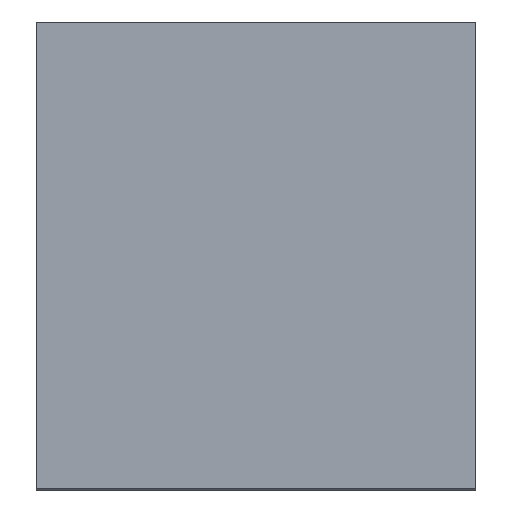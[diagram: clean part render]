
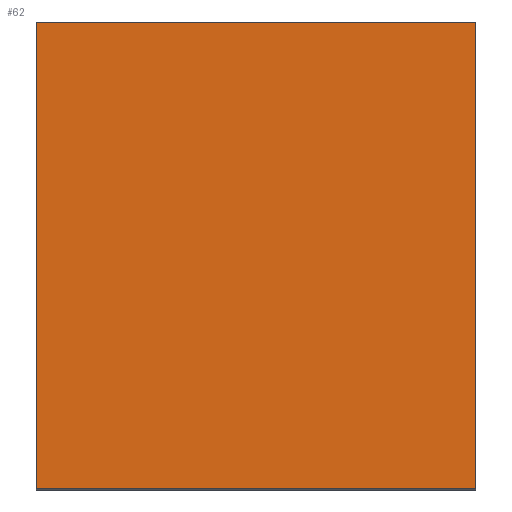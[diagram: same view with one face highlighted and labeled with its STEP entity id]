
A CAD part, top view. The second image highlights one B-rep face of the part: STEP entity #62.
In plain terms, the highlighted planar face has unit normal (0, 0, 1).
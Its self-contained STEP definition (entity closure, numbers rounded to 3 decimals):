
#62=ADVANCED_FACE('',(#93),#80,.T.);
#80=PLANE('',#390);
#93=FACE_OUTER_BOUND('',#111,.T.);
#111=EDGE_LOOP('',(#165,#166,#167,#168));
#165=ORIENTED_EDGE('',*,*,#280,.F.);
#166=ORIENTED_EDGE('',*,*,#279,.F.);
#167=ORIENTED_EDGE('',*,*,#281,.T.);
#168=ORIENTED_EDGE('',*,*,#282,.T.);
#237=VERTEX_POINT('',#552);
#238=VERTEX_POINT('',#554);
#239=VERTEX_POINT('',#558);
#240=VERTEX_POINT('',#560);
#279=EDGE_CURVE('',#238,#237,#322,.T.);
#280=EDGE_CURVE('',#237,#239,#323,.T.);
#281=EDGE_CURVE('',#238,#240,#324,.T.);
#282=EDGE_CURVE('',#240,#239,#325,.T.);
#322=LINE('',#555,#364);
#323=LINE('',#557,#365);
#324=LINE('',#559,#366);
#325=LINE('',#561,#367);
#364=VECTOR('',#455,1.);
#365=VECTOR('',#458,1.);
#366=VECTOR('',#459,1.);
#367=VECTOR('',#460,1.);
#390=AXIS2_PLACEMENT_3D('',#562,#461,#462);
#455=DIRECTION('',(1.,0.,0.));
#458=DIRECTION('',(0.,-1.,0.));
#459=DIRECTION('',(0.,-1.,0.));
#460=DIRECTION('',(1.,0.,0.));
#461=DIRECTION('',(0.,0.,1.));
#462=DIRECTION('',(1.,0.,0.));
#552=CARTESIAN_POINT('',(0.,14.,65.559));
#554=CARTESIAN_POINT('',(-25.,14.,65.559));
#555=CARTESIAN_POINT('',(-25.,14.,65.559));
#557=CARTESIAN_POINT('',(0.,14.,65.559));
#558=CARTESIAN_POINT('',(0.,-12.5,65.559));
#559=CARTESIAN_POINT('',(-25.,14.,65.559));
#560=CARTESIAN_POINT('',(-25.,-12.5,65.559));
#561=CARTESIAN_POINT('',(-25.,-12.5,65.559));
#562=CARTESIAN_POINT('',(-25.,14.,65.559));
